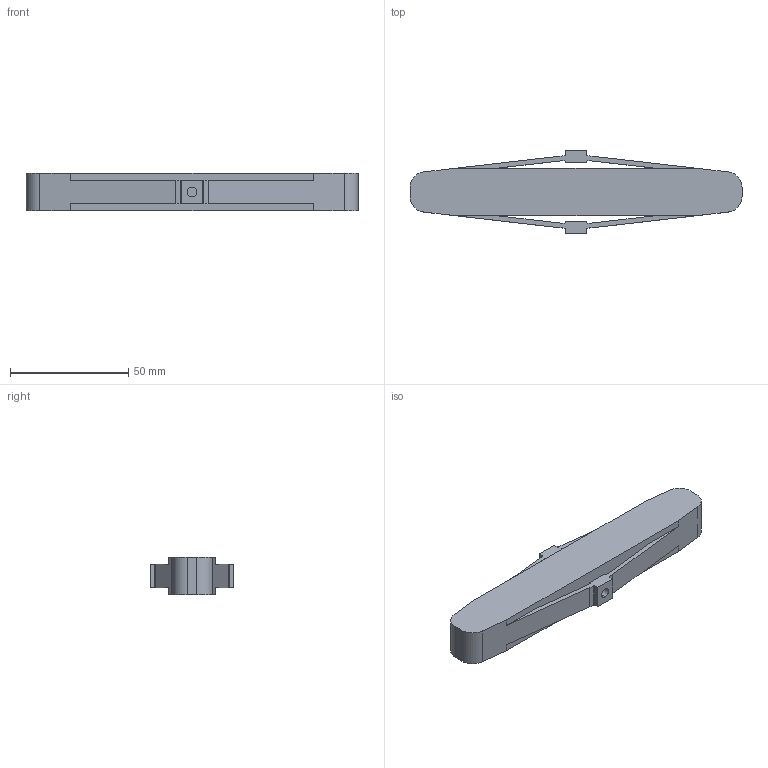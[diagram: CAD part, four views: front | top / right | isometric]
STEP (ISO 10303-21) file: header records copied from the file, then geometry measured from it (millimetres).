
FILE_DESCRIPTION (( 'STEP AP203' ), '1' );
FILE_NAME ('000853_PAss APA1000L 02 +0.000.step', '2010-09-28T16:37:29', ( 'Mecanique' ), ( 'Cedrat Technologies' ), 'SwSTEP 2.0', 'SolidWorks 2010', '' );
FILE_SCHEMA (( 'CONFIG_CONTROL_DESIGN' ));
Length unit declared in the file: millimetre
Products named in the file (1): 000853_PAss APA1000L 02 +0.000
Bounding box: 140.66 x 35 x 16 mm (x, y, z)
Volume: 47089.5 mm3; surface area: 13996.6 mm2
Topology: 1 solids, 1 shells, 54 faces, 168 edges, 112 vertices
Faces by surface type: plane 30, cylinder 24
Entity records: 1973 total; most frequent: ORIENTED_EDGE 336, CARTESIAN_POINT 335, DIRECTION 326, EDGE_CURVE 168, VECTOR 120, LINE 120, VERTEX_POINT 112, AXIS2_PLACEMENT_3D 103
